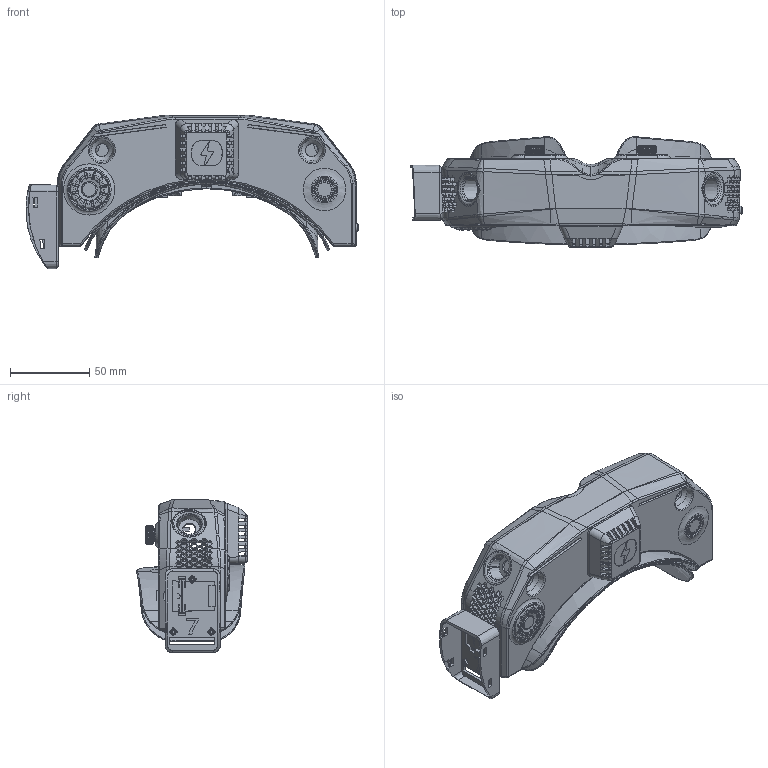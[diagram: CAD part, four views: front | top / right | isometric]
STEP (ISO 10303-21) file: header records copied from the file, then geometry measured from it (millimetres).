
FILE_DESCRIPTION(/* description */ (''),/* implementation_level */ '2;1');
FILE_NAME(/* name */ '眼镜-20220909.stp',/* time_stamp */ '2022-09-09T22:54:08+08:00',/* author */ (''),/* organization */ (''),/* preprocessor_version */ 'ST-DEVELOPER v16.7',/* originating_system */ 'SIEMENS PLM Software NX 12.0',/* authorisation */ '');
FILE_SCHEMA (('AUTOMOTIVE_DESIGN { 1 0 10303 214 3 1 1 1 }'));
Products named in the file (1): fanw34284A6By5j4
Bounding box: 208.87 x 69.56 x 96.52 mm (x, y, z)
Volume: 143914.9 mm3; surface area: 182640.5 mm2
Topology: 22 solids, 22 shells, 4659 faces, 13487 edges, 8790 vertices
Faces by surface type: plane 2319, bspline 1594, cylinder 333, cone 328, torus 49, extrusion 21, sphere 15
Full cylindrical faces by diameter (mm): 0.5 x4, 1 x2, 1.5 x50, 1.7 x19, 1.9 x4, 2.3 x3, 2.6 x1, 3 x9, 3.2 x4, 3.5 x1, 5 x1, 5.5 x2, 6.6 x1, 6.9 x1, 8 x2, 8.8 x2, 14.4 x1, 21 x2, 21.5 x2
Entity records: 237677 total; most frequent: CARTESIAN_POINT 130744, ORIENTED_EDGE 26328, DIRECTION 15094, EDGE_CURVE 13164, VERTEX_POINT 8691, B_SPLINE_CURVE_WITH_KNOTS 5813, VECTOR 5720, LINE 5699
